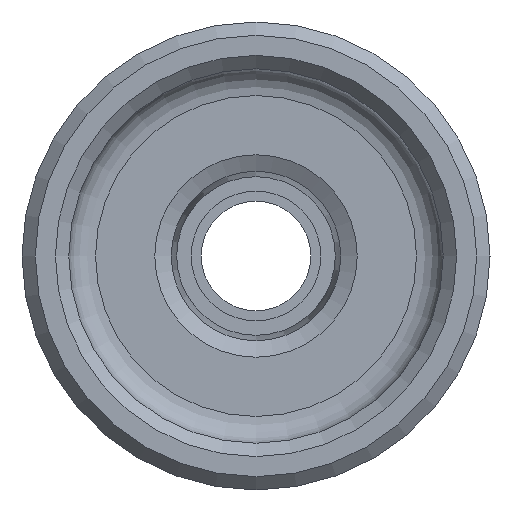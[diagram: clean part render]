
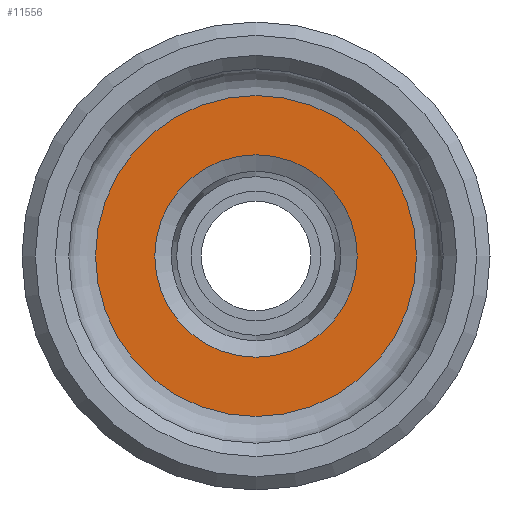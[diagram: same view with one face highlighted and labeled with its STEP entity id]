
A CAD part, left-side view. The second image highlights one B-rep face of the part: STEP entity #11556.
In plain terms, the highlighted planar face has unit normal (-1, 0, 0).
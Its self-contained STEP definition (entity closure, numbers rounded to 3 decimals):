
#2399=ORIENTED_EDGE('',*,*,#4672,.T.);
#2400=ORIENTED_EDGE('',*,*,#4671,.F.);
#4671=EDGE_CURVE('',#5809,#5809,#6589,.T.);
#4672=EDGE_CURVE('',#5810,#5810,#6590,.F.);
#5809=VERTEX_POINT('',#13939);
#5810=VERTEX_POINT('',#13942);
#6589=CIRCLE('',#12048,12.);
#6590=CIRCLE('',#12050,7.567);
#6715=EDGE_LOOP('',(#2399));
#6716=EDGE_LOOP('',(#2400));
#7315=FACE_BOUND('',#6715,.T.);
#7316=FACE_BOUND('',#6716,.T.);
#7905=PLANE('',#12049);
#11556=ADVANCED_FACE('',(#7315,#7316),#7905,.T.);
#12048=AXIS2_PLACEMENT_3D('',#13938,#12581,#12582);
#12049=AXIS2_PLACEMENT_3D('',#13940,#12583,#12584);
#12050=AXIS2_PLACEMENT_3D('',#13941,#12585,#12586);
#12581=DIRECTION('',(1.,0.,0.));
#12582=DIRECTION('',(0.,0.,1.));
#12583=DIRECTION('',(-1.,0.,0.));
#12584=DIRECTION('',(0.,0.,-1.));
#12585=DIRECTION('',(-1.,0.,0.));
#12586=DIRECTION('',(0.,0.,-1.));
#13938=CARTESIAN_POINT('',(-14.,0.,0.));
#13939=CARTESIAN_POINT('',(-14.,0.,12.));
#13940=CARTESIAN_POINT('',(-14.,0.,12.));
#13941=CARTESIAN_POINT('',(-14.,0.,0.));
#13942=CARTESIAN_POINT('',(-14.,0.,-7.567));
